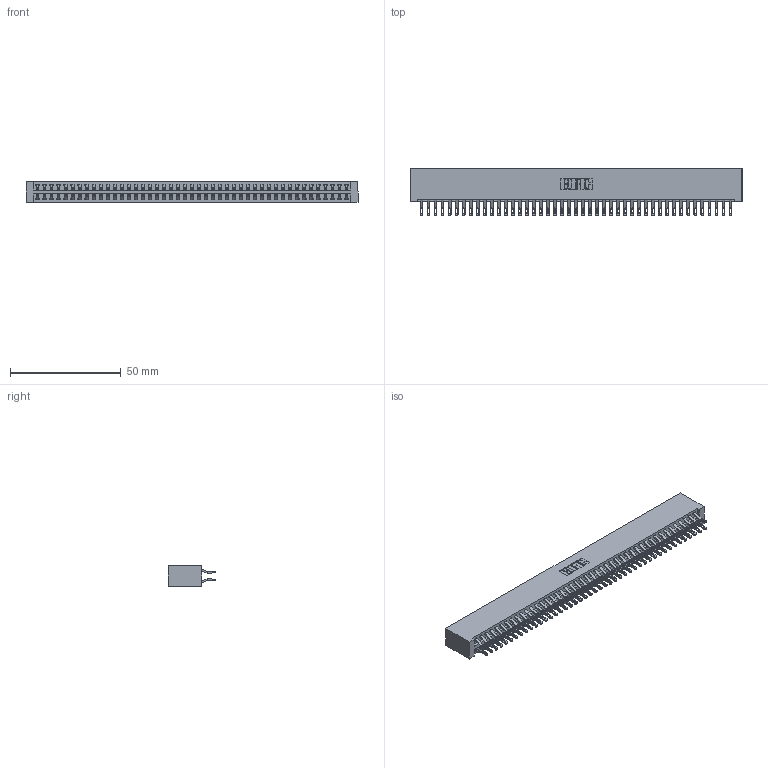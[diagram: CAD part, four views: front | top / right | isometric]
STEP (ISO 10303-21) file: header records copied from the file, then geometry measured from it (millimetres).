
FILE_DESCRIPTION (( 'STEP AP203' ), '1' );
FILE_NAME ('346-090-555-201.STEP', '2018-08-30T02:05:14', ( '' ), ( '' ), 'SwSTEP 2.0', 'SolidWorks 2016', '' );
FILE_SCHEMA (( 'CONFIG_CONTROL_DESIGN' ));
Length unit declared in the file: inch
Products named in the file (3): 346-090-555-201; 346 Part_No Mounting Lugs; 345-292-001_555 Tail
Assembly tree (91 placements, depth 2):
  346-090-555-201
    346 Part_No Mounting Lugs
    345-292-001_555 Tail  x90
Bounding box: 150.11 x 21.46 x 9.4 mm (x, y, z)
Volume: 15495.6 mm3; surface area: 22440.7 mm2
Topology: 91 solids, 91 shells, 5334 faces, 16775 edges, 11182 vertices
Faces by surface type: plane 3042, cylinder 2292
Entity records: 29013 total; most frequent: CARTESIAN_POINT 4810, ORIENTED_EDGE 4714, DIRECTION 4253, EDGE_CURVE 2357, LINE 2033, VECTOR 2033, VERTEX_POINT 1570, AXIS2_PLACEMENT_3D 1110
